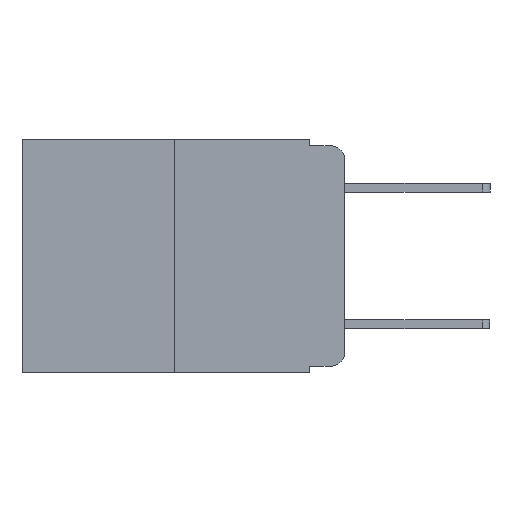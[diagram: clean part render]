
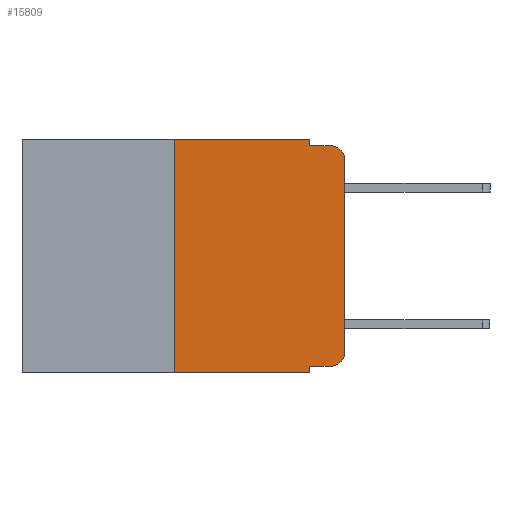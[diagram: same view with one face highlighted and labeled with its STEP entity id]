
A CAD part, left-side view. The second image highlights one B-rep face of the part: STEP entity #15809.
In plain terms, the highlighted planar face has unit normal (-1, 0, 0).
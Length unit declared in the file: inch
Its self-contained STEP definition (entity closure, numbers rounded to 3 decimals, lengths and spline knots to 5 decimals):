
#898 = DIRECTION ( 'NONE',  ( 0., 0., 1. ) ) ;
#2324 = EDGE_LOOP ( 'NONE', ( #11485, #16420, #6652, #7112, #8121, #12706, #9608, #2699, #11504, #19847 ) ) ;
#2699 = ORIENTED_EDGE ( 'NONE', *, *, #2815, .F. ) ;
#2815 = EDGE_CURVE ( 'NONE', #3454, #16156, #10029, .T. ) ;
#3350 = AXIS2_PLACEMENT_3D ( 'NONE', #10006, #19025, #10081 ) ;
#3454 = VERTEX_POINT ( 'NONE', #7199 ) ;
#3472 = CARTESIAN_POINT ( 'NONE',  ( 0., 0.02, -0.313 ) ) ;
#3630 = EDGE_CURVE ( 'NONE', #14832, #10433, #4658, .T. ) ;
#3646 = LINE ( 'NONE', #12383, #7298 ) ;
#3853 = DIRECTION ( 'NONE',  ( 0., 0., -1. ) ) ;
#4178 = LINE ( 'NONE', #10004, #19367 ) ;
#4445 = VECTOR ( 'NONE', #12143, 39.37008 ) ;
#4472 = CARTESIAN_POINT ( 'NONE',  ( 0., 0.051, -0.343 ) ) ;
#4635 = VERTEX_POINT ( 'NONE', #14625 ) ;
#4658 = LINE ( 'NONE', #16606, #4445 ) ;
#4668 = CARTESIAN_POINT ( 'NONE',  ( 0., 0., 0. ) ) ;
#4682 = DIRECTION ( 'NONE',  ( -1., 0., 0. ) ) ;
#5047 = LINE ( 'NONE', #19371, #8718 ) ;
#5058 = DIRECTION ( 'NONE',  ( 0., 0., -1. ) ) ;
#5364 = PLANE ( 'NONE',  #3350 ) ;
#5859 = VECTOR ( 'NONE', #17165, 39.37008 ) ;
#6194 = LINE ( 'NONE', #19091, #9885 ) ;
#6226 = LINE ( 'NONE', #4668, #9912 ) ;
#6274 = VERTEX_POINT ( 'NONE', #17756 ) ;
#6652 = ORIENTED_EDGE ( 'NONE', *, *, #12210, .F. ) ;
#6851 = DIRECTION ( 'NONE',  ( 0., -1., 0. ) ) ;
#7016 = EDGE_CURVE ( 'NONE', #4635, #14832, #5047, .T. ) ;
#7112 = ORIENTED_EDGE ( 'NONE', *, *, #8079, .F. ) ;
#7199 = CARTESIAN_POINT ( 'NONE',  ( 0., 0.051, -0.333 ) ) ;
#7298 = VECTOR ( 'NONE', #15379, 39.37008 ) ;
#7765 = AXIS2_PLACEMENT_3D ( 'NONE', #13932, #4682, #15396 ) ;
#8079 = EDGE_CURVE ( 'NONE', #10433, #17716, #6194, .T. ) ;
#8121 = ORIENTED_EDGE ( 'NONE', *, *, #3630, .F. ) ;
#8718 = VECTOR ( 'NONE', #898, 39.37008 ) ;
#9240 = VERTEX_POINT ( 'NONE', #11487 ) ;
#9451 = FACE_OUTER_BOUND ( 'NONE', #2324, .T. ) ;
#9608 = ORIENTED_EDGE ( 'NONE', *, *, #13727, .T. ) ;
#9885 = VECTOR ( 'NONE', #3853, 39.37008 ) ;
#9912 = VECTOR ( 'NONE', #19747, 39.37008 ) ;
#10004 = CARTESIAN_POINT ( 'NONE',  ( 0., 0.051, -0.01 ) ) ;
#10006 = CARTESIAN_POINT ( 'NONE',  ( 0., 0.473, 0. ) ) ;
#10029 = LINE ( 'NONE', #17232, #5859 ) ;
#10081 = DIRECTION ( 'NONE',  ( 0., 0., -1. ) ) ;
#10230 = CARTESIAN_POINT ( 'NONE',  ( 0., 0.25, 0. ) ) ;
#10284 = CIRCLE ( 'NONE', #7765, 0.02 ) ;
#10382 = VECTOR ( 'NONE', #17789, 39.37008 ) ;
#10433 = VERTEX_POINT ( 'NONE', #15444 ) ;
#10849 = LINE ( 'NONE', #11771, #10382 ) ;
#11353 = VERTEX_POINT ( 'NONE', #12907 ) ;
#11485 = ORIENTED_EDGE ( 'NONE', *, *, #16233, .T. ) ;
#11487 = CARTESIAN_POINT ( 'NONE',  ( 0., 0.02, -0.01 ) ) ;
#11504 = ORIENTED_EDGE ( 'NONE', *, *, #16605, .T. ) ;
#11771 = CARTESIAN_POINT ( 'NONE',  ( 0., 0.051, -0.333 ) ) ;
#12143 = DIRECTION ( 'NONE',  ( 0., -1., 0. ) ) ;
#12210 = EDGE_CURVE ( 'NONE', #17716, #9240, #4178, .T. ) ;
#12347 = CIRCLE ( 'NONE', #17820, 0.02 ) ;
#12383 = CARTESIAN_POINT ( 'NONE',  ( 0., 0.473, -0.343 ) ) ;
#12706 = ORIENTED_EDGE ( 'NONE', *, *, #7016, .F. ) ;
#12756 = CARTESIAN_POINT ( 'NONE',  ( 0., 0.051, -0.01 ) ) ;
#12907 = CARTESIAN_POINT ( 'NONE',  ( 0., 0., -0.03 ) ) ;
#13269 = EDGE_CURVE ( 'NONE', #11353, #9240, #10284, .T. ) ;
#13727 = EDGE_CURVE ( 'NONE', #4635, #16156, #3646, .T. ) ;
#13877 = CARTESIAN_POINT ( 'NONE',  ( 0., 0., -0.313 ) ) ;
#13932 = CARTESIAN_POINT ( 'NONE',  ( 0., 0.02, -0.03 ) ) ;
#14281 = DIRECTION ( 'NONE',  ( -1., 0., 0. ) ) ;
#14618 = EDGE_CURVE ( 'NONE', #6274, #19603, #12347, .T. ) ;
#14625 = CARTESIAN_POINT ( 'NONE',  ( 0., 0.25, -0.343 ) ) ;
#14832 = VERTEX_POINT ( 'NONE', #10230 ) ;
#15379 = DIRECTION ( 'NONE',  ( 0., -1., 0. ) ) ;
#15396 = DIRECTION ( 'NONE',  ( 0., 0., -1. ) ) ;
#15444 = CARTESIAN_POINT ( 'NONE',  ( 0., 0.051, 0. ) ) ;
#15809 = ADVANCED_FACE ( 'NONE', ( #9451 ), #5364, .F. ) ;
#16156 = VERTEX_POINT ( 'NONE', #4472 ) ;
#16233 = EDGE_CURVE ( 'NONE', #19603, #11353, #6226, .T. ) ;
#16420 = ORIENTED_EDGE ( 'NONE', *, *, #13269, .T. ) ;
#16605 = EDGE_CURVE ( 'NONE', #3454, #6274, #10849, .T. ) ;
#16606 = CARTESIAN_POINT ( 'NONE',  ( 0., 0.473, 0. ) ) ;
#17165 = DIRECTION ( 'NONE',  ( 0., 0., -1. ) ) ;
#17232 = CARTESIAN_POINT ( 'NONE',  ( 0., 0.051, 0. ) ) ;
#17716 = VERTEX_POINT ( 'NONE', #12756 ) ;
#17756 = CARTESIAN_POINT ( 'NONE',  ( 0., 0.02, -0.333 ) ) ;
#17789 = DIRECTION ( 'NONE',  ( 0., -1., 0. ) ) ;
#17820 = AXIS2_PLACEMENT_3D ( 'NONE', #3472, #14281, #5058 ) ;
#19025 = DIRECTION ( 'NONE',  ( 1., 0., 0. ) ) ;
#19091 = CARTESIAN_POINT ( 'NONE',  ( 0., 0.051, 0. ) ) ;
#19367 = VECTOR ( 'NONE', #6851, 39.37008 ) ;
#19371 = CARTESIAN_POINT ( 'NONE',  ( 0., 0.25, 0. ) ) ;
#19603 = VERTEX_POINT ( 'NONE', #13877 ) ;
#19747 = DIRECTION ( 'NONE',  ( 0., 0., 1. ) ) ;
#19847 = ORIENTED_EDGE ( 'NONE', *, *, #14618, .T. ) ;
